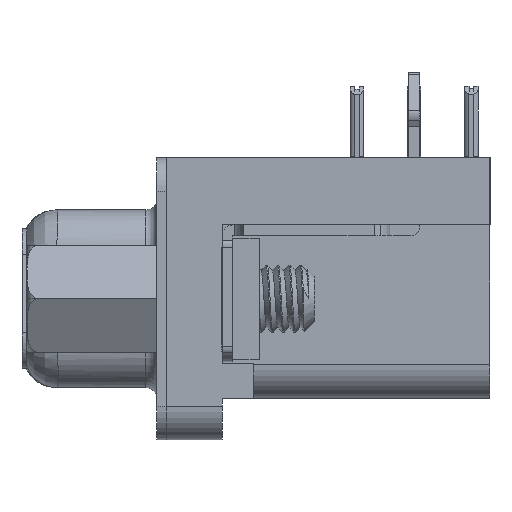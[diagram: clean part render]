
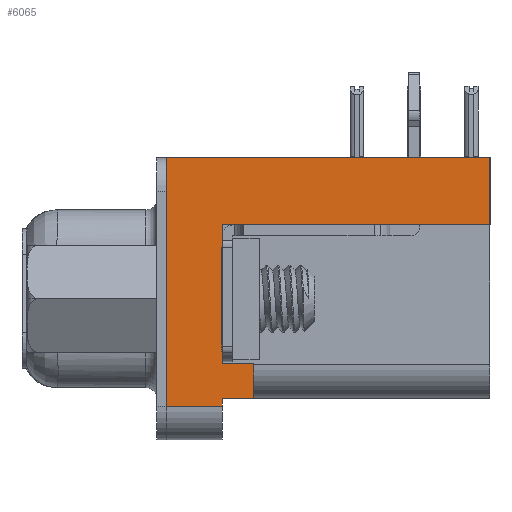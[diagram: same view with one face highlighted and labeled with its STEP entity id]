
A CAD part, left-side view. The second image highlights one B-rep face of the part: STEP entity #6065.
In plain terms, the highlighted planar face has unit normal (-1, 0, 0).
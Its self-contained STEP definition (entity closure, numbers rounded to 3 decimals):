
#13=DIRECTION('',(0.,0.,-1.));
#14=VECTOR('',#13,11.05);
#15=CARTESIAN_POINT('',(-15.4,0.,6.275));
#16=LINE('',#15,#14);
#174=DIRECTION('',(0.,-1.,0.));
#175=VECTOR('',#174,11.9);
#176=CARTESIAN_POINT('',(-15.4,-2.5,3.295));
#177=LINE('',#176,#175);
#229=DIRECTION('',(0.,0.,1.));
#230=VECTOR('',#229,2.98);
#231=CARTESIAN_POINT('',(-15.4,-14.4,3.295));
#232=LINE('',#231,#230);
#1217=DIRECTION('',(0.,-1.,0.));
#1218=VECTOR('',#1217,14.4);
#1219=CARTESIAN_POINT('',(-15.4,0.,6.275));
#1220=LINE('',#1219,#1218);
#1221=DIRECTION('',(0.,0.,-1.));
#1222=VECTOR('',#1221,6.19);
#1223=CARTESIAN_POINT('',(-15.4,-2.5,3.295));
#1224=LINE('',#1223,#1222);
#1225=DIRECTION('',(0.,0.,-1.));
#1226=VECTOR('',#1225,0.35);
#1227=CARTESIAN_POINT('',(-15.4,-2.5,-4.425));
#1228=LINE('',#1227,#1226);
#1233=DIRECTION('',(0.,-1.,0.));
#1234=VECTOR('',#1233,2.5);
#1235=CARTESIAN_POINT('',(-15.4,0.,-4.775));
#1236=LINE('',#1235,#1234);
#1295=DIRECTION('',(0.,-1.,0.));
#1296=VECTOR('',#1295,1.4);
#1297=CARTESIAN_POINT('',(-15.4,-2.5,-4.425));
#1298=LINE('',#1297,#1296);
#1324=DIRECTION('',(0.,0.,1.));
#1325=VECTOR('',#1324,1.53);
#1326=CARTESIAN_POINT('',(-15.4,-3.9,-4.425));
#1327=LINE('',#1326,#1325);
#1332=DIRECTION('',(0.,1.,0.));
#1333=VECTOR('',#1332,1.4);
#1334=CARTESIAN_POINT('',(-15.4,-3.9,-2.895));
#1335=LINE('',#1334,#1333);
#3561=CARTESIAN_POINT('',(-15.4,0.,6.275));
#3562=VERTEX_POINT('',#3561);
#3563=CARTESIAN_POINT('',(-15.4,0.,-4.775));
#3564=VERTEX_POINT('',#3563);
#3648=CARTESIAN_POINT('',(-15.4,-2.5,-2.895));
#3650=VERTEX_POINT('',#3648);
#3651=CARTESIAN_POINT('',(-15.4,-2.5,3.295));
#3652=VERTEX_POINT('',#3651);
#3673=CARTESIAN_POINT('',(-15.4,-2.5,-4.775));
#3674=VERTEX_POINT('',#3673);
#3675=CARTESIAN_POINT('',(-15.4,-2.5,-4.425));
#3676=VERTEX_POINT('',#3675);
#3681=CARTESIAN_POINT('',(-15.4,-3.9,-2.895));
#3682=VERTEX_POINT('',#3681);
#3733=CARTESIAN_POINT('',(-15.4,-14.4,3.295));
#3734=VERTEX_POINT('',#3733);
#3735=CARTESIAN_POINT('',(-15.4,-14.4,6.275));
#3736=VERTEX_POINT('',#3735);
#3829=CARTESIAN_POINT('',(-15.4,-3.9,-4.425));
#3830=VERTEX_POINT('',#3829);
#6042=CARTESIAN_POINT('',(-15.4,0.,-6.275));
#6043=DIRECTION('',(-1.,0.,0.));
#6044=DIRECTION('',(0.,0.,1.));
#6045=AXIS2_PLACEMENT_3D('',#6042,#6043,#6044);
#6046=PLANE('',#6045);
#6048=ORIENTED_EDGE('',*,*,#6047,.F.);
#6049=ORIENTED_EDGE('',*,*,#4694,.F.);
#6050=ORIENTED_EDGE('',*,*,#5991,.T.);
#6051=ORIENTED_EDGE('',*,*,#4884,.F.);
#6052=ORIENTED_EDGE('',*,*,#4830,.F.);
#6054=ORIENTED_EDGE('',*,*,#6053,.T.);
#6056=ORIENTED_EDGE('',*,*,#6055,.F.);
#6058=ORIENTED_EDGE('',*,*,#6057,.F.);
#6060=ORIENTED_EDGE('',*,*,#6059,.F.);
#6062=ORIENTED_EDGE('',*,*,#6061,.T.);
#6063=EDGE_LOOP('',(#6048,#6049,#6050,#6051,#6052,#6054,#6056,#6058,#6060,
#6062));
#6064=FACE_OUTER_BOUND('',#6063,.F.);
#6065=ADVANCED_FACE('',(#6064),#6046,.T.);
#4694=EDGE_CURVE('',#3562,#3564,#16,.T.);
#4830=EDGE_CURVE('',#3652,#3734,#177,.T.);
#4884=EDGE_CURVE('',#3734,#3736,#232,.T.);
#5991=EDGE_CURVE('',#3562,#3736,#1220,.T.);
#6047=EDGE_CURVE('',#3564,#3674,#1236,.T.);
#6053=EDGE_CURVE('',#3652,#3650,#1224,.T.);
#6055=EDGE_CURVE('',#3682,#3650,#1335,.T.);
#6057=EDGE_CURVE('',#3830,#3682,#1327,.T.);
#6059=EDGE_CURVE('',#3676,#3830,#1298,.T.);
#6061=EDGE_CURVE('',#3676,#3674,#1228,.T.);
